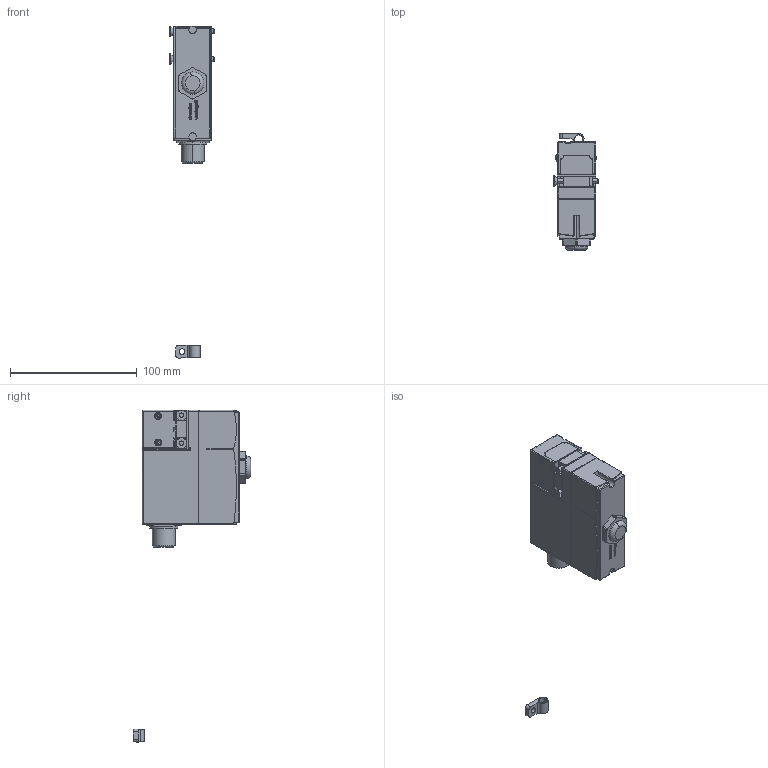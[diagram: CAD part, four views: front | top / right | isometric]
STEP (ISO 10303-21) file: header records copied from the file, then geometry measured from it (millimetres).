
FILE_DESCRIPTION (( 'STEP AP214' ), '1' );
FILE_NAME ('46020~1.STEP', '2020-04-09T07:24:04', ( '' ), ( '' ), 'SwSTEP 2.0', 'SolidWorks 2018', '' );
FILE_SCHEMA (( 'AUTOMOTIVE_DESIGN' ));
Length unit declared in the file: millimetre
Products named in the file (6): 46020~1; 41770~0_S; DIN7991~n_M04,0x035; 36233~0_S; 29003~0; 49169_mh~0_S
Assembly tree (7 placements, depth 2):
  46020~1
    29003~0
    36233~0_S
    DIN7991~n_M04,0x035  x2
    41770~0_S  x2
    49169_mh~0_S
Bounding box: 35 x 92.5 x 262.2 mm (x, y, z)
Volume: 209966.1 mm3; surface area: 37890.9 mm2
Topology: 7 solids, 7 shells, 840 faces, 2314 edges, 1525 vertices
Faces by surface type: plane 459, cylinder 221, bspline 140, cone 18, torus 2
Entity records: 31872 total; most frequent: CARTESIAN_POINT 11978, ORIENTED_EDGE 4454, DIRECTION 3493, EDGE_CURVE 2227, VERTEX_POINT 1469, VECTOR 1429, LINE 1429, AXIS2_PLACEMENT_3D 1032
